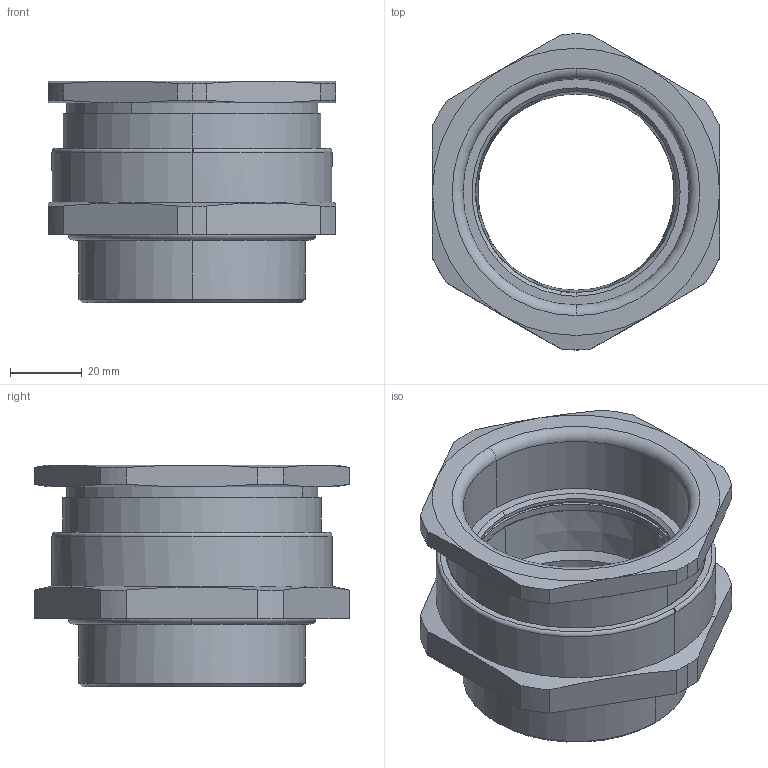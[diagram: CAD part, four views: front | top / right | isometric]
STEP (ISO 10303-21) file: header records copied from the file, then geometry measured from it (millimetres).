
FILE_DESCRIPTION(('CATIA V5 STEP Exchange','CAx-IF Rec.Pracs.--- Model Styling and Organization---1.4--- 2014-01-23'),'2;1');
FILE_NAME ('311059-2_2_1185380000_1185380000.stp','2023-01-19T08:59:31+00:00',('none'),('Weidmueller'),'CATIA Version 5-6 Release 2016 SP3 HF44','CATIA V5 STEP AP214','none');
FILE_SCHEMA(('AUTOMOTIVE_DESIGN { 1 0 10303 214 1 1 1 1 }'));
Length unit declared in the file: millimetre
Products named in the file (1): A2L/63/M63-WM_2
Bounding box: 80 x 88 x 61.75 mm (x, y, z)
Volume: 97751 mm3; surface area: 47893.9 mm2
Topology: 3 solids, 3 shells, 124 faces, 312 edges, 200 vertices
Faces by surface type: cylinder 42, cone 40, plane 24, torus 18
Entity records: 3855 total; most frequent: CARTESIAN_POINT 924, ORIENTED_EDGE 624, DIRECTION 457, EDGE_CURVE 312, AXIS2_PLACEMENT_3D 258, VERTEX_POINT 200, CIRCLE 157, EDGE_LOOP 136
